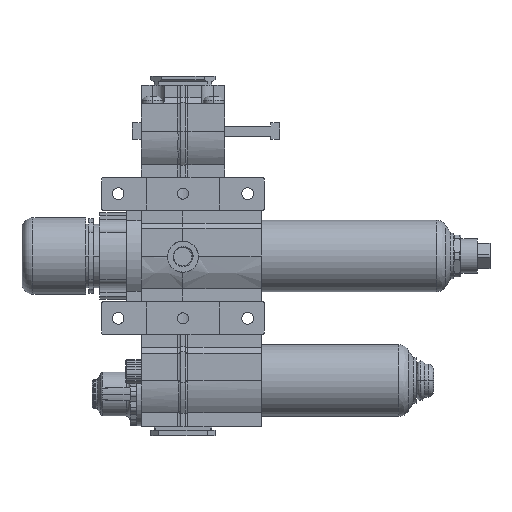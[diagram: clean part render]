
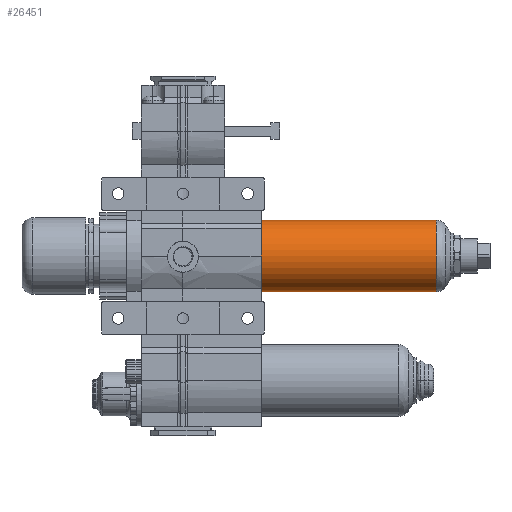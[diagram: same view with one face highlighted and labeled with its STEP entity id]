
A CAD part, left-side view. The second image highlights one B-rep face of the part: STEP entity #26451.
In plain terms, the highlighted cylindrical face has radius 16.29 mm (diameter 32.58 mm), a partial arc.
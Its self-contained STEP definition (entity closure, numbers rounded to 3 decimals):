
#605 = AXIS2_PLACEMENT_3D ( 'NONE', #14952, #31586, #6503 ) ;
#970 = ORIENTED_EDGE ( 'NONE', *, *, #13275, .F. ) ;
#1152 = ORIENTED_EDGE ( 'NONE', *, *, #29109, .T. ) ;
#2188 = CARTESIAN_POINT ( 'NONE',  ( 0., -2162.368, -16.29 ) ) ;
#2414 = VECTOR ( 'NONE', #29954, 1000. ) ;
#6285 = CARTESIAN_POINT ( 'NONE',  ( 0., -2162.368, 16.29 ) ) ;
#6503 = DIRECTION ( 'NONE',  ( 0., 0., 1. ) ) ;
#6647 = LINE ( 'NONE', #6285, #29708 ) ;
#8828 = VERTEX_POINT ( 'NONE', #22224 ) ;
#9320 = CARTESIAN_POINT ( 'NONE',  ( 0., -2122.1, 16.29 ) ) ;
#13275 = EDGE_CURVE ( 'NONE', #26732, #8828, #26756, .T. ) ;
#13292 = CARTESIAN_POINT ( 'NONE',  ( 0., -2201.935, 16.29 ) ) ;
#14952 = CARTESIAN_POINT ( 'NONE',  ( 0., -2201.935, 0. ) ) ;
#16724 = EDGE_CURVE ( 'NONE', #8828, #22033, #17138, .T. ) ;
#17138 = CIRCLE ( 'NONE', #30224, 16.29 ) ;
#18662 = CARTESIAN_POINT ( 'NONE',  ( 0., -2201.935, -16.29 ) ) ;
#20221 = DIRECTION ( 'NONE',  ( 0., 0., 1. ) ) ;
#22033 = VERTEX_POINT ( 'NONE', #9320 ) ;
#22224 = CARTESIAN_POINT ( 'NONE',  ( 0., -2122.1, -16.29 ) ) ;
#22397 = CIRCLE ( 'NONE', #605, 16.29 ) ;
#22547 = EDGE_CURVE ( 'NONE', #23474, #22033, #6647, .T. ) ;
#22626 = AXIS2_PLACEMENT_3D ( 'NONE', #30882, #33367, #30531 ) ;
#23424 = EDGE_LOOP ( 'NONE', ( #970, #1152, #24128, #28777 ) ) ;
#23474 = VERTEX_POINT ( 'NONE', #13292 ) ;
#24128 = ORIENTED_EDGE ( 'NONE', *, *, #22547, .T. ) ;
#25149 = FACE_OUTER_BOUND ( 'NONE', #23424, .T. ) ;
#26451 = ADVANCED_FACE ( 'NONE', ( #25149 ), #33538, .T. ) ;
#26732 = VERTEX_POINT ( 'NONE', #18662 ) ;
#26756 = LINE ( 'NONE', #2188, #2414 ) ;
#28610 = DIRECTION ( 'NONE',  ( 0., 1., 0. ) ) ;
#28777 = ORIENTED_EDGE ( 'NONE', *, *, #16724, .F. ) ;
#29109 = EDGE_CURVE ( 'NONE', #26732, #23474, #22397, .T. ) ;
#29708 = VECTOR ( 'NONE', #30644, 1000. ) ;
#29954 = DIRECTION ( 'NONE',  ( 0., 1., 0. ) ) ;
#30224 = AXIS2_PLACEMENT_3D ( 'NONE', #31655, #28610, #20221 ) ;
#30531 = DIRECTION ( 'NONE',  ( 0., 0., 1. ) ) ;
#30644 = DIRECTION ( 'NONE',  ( 0., 1., 0. ) ) ;
#30882 = CARTESIAN_POINT ( 'NONE',  ( 0., -2162.368, 0. ) ) ;
#31586 = DIRECTION ( 'NONE',  ( 0., 1., 0. ) ) ;
#31655 = CARTESIAN_POINT ( 'NONE',  ( 0., -2122.1, 0. ) ) ;
#33367 = DIRECTION ( 'NONE',  ( 0., 1., 0. ) ) ;
#33538 = CYLINDRICAL_SURFACE ( 'NONE', #22626, 16.29 ) ;
